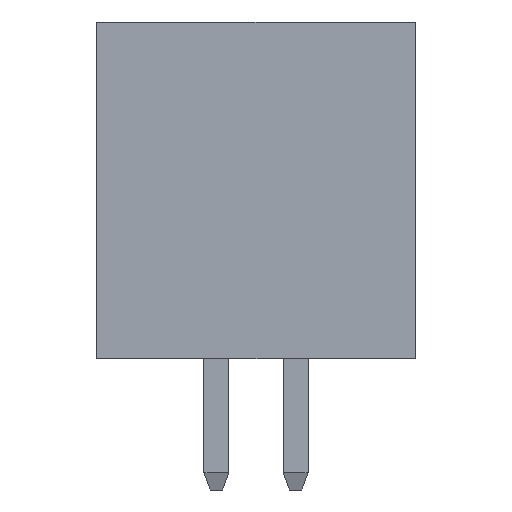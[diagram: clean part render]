
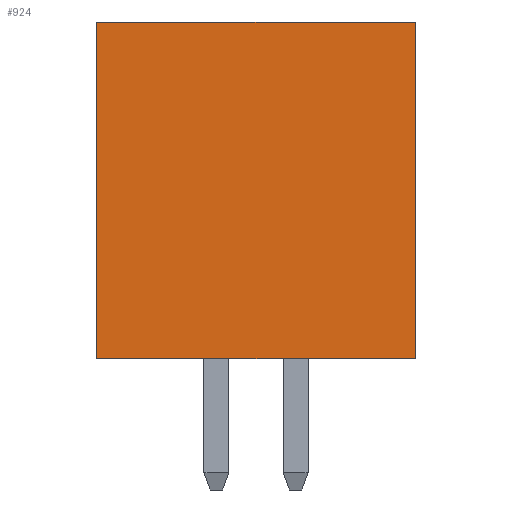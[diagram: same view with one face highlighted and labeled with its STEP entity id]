
A CAD part, left-side view. The second image highlights one B-rep face of the part: STEP entity #924.
In plain terms, the highlighted planar face has unit normal (-1, 0, 0).
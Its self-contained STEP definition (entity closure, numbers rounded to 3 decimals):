
#356 = VERTEX_POINT('',#357);
#357 = CARTESIAN_POINT('',(-7.595,5.4,2.55));
#363 = EDGE_CURVE('',#356,#364,#366,.T.);
#364 = VERTEX_POINT('',#365);
#365 = CARTESIAN_POINT('',(-7.595,0.,2.55));
#366 = LINE('',#367,#368);
#367 = CARTESIAN_POINT('',(-7.595,5.4,2.55));
#368 = VECTOR('',#369,1.);
#369 = DIRECTION('',(-0.,-1.,-0.));
#460 = VERTEX_POINT('',#461);
#461 = CARTESIAN_POINT('',(-7.595,0.,-2.55));
#467 = EDGE_CURVE('',#468,#460,#470,.T.);
#468 = VERTEX_POINT('',#469);
#469 = CARTESIAN_POINT('',(-7.595,5.4,-2.55));
#470 = LINE('',#471,#472);
#471 = CARTESIAN_POINT('',(-7.595,5.4,-2.55));
#472 = VECTOR('',#473,1.);
#473 = DIRECTION('',(-0.,-1.,-0.));
#842 = EDGE_CURVE('',#460,#364,#843,.T.);
#843 = LINE('',#844,#845);
#844 = CARTESIAN_POINT('',(-7.595,0.,2.55));
#845 = VECTOR('',#846,1.);
#846 = DIRECTION('',(-0.,-0.,1.));
#924 = ADVANCED_FACE('',(#925),#936,.F.);
#925 = FACE_BOUND('',#926,.T.);
#926 = EDGE_LOOP('',(#927,#928,#929,#935));
#927 = ORIENTED_EDGE('',*,*,#842,.T.);
#928 = ORIENTED_EDGE('',*,*,#363,.F.);
#929 = ORIENTED_EDGE('',*,*,#930,.F.);
#930 = EDGE_CURVE('',#468,#356,#931,.T.);
#931 = LINE('',#932,#933);
#932 = CARTESIAN_POINT('',(-7.595,5.4,2.55));
#933 = VECTOR('',#934,1.);
#934 = DIRECTION('',(-0.,-0.,1.));
#935 = ORIENTED_EDGE('',*,*,#467,.T.);
#936 = PLANE('',#937);
#937 = AXIS2_PLACEMENT_3D('',#938,#939,#940);
#938 = CARTESIAN_POINT('',(-7.595,5.4,2.55));
#939 = DIRECTION('',(1.,-0.,0.));
#940 = DIRECTION('',(0.,0.,-1.));
